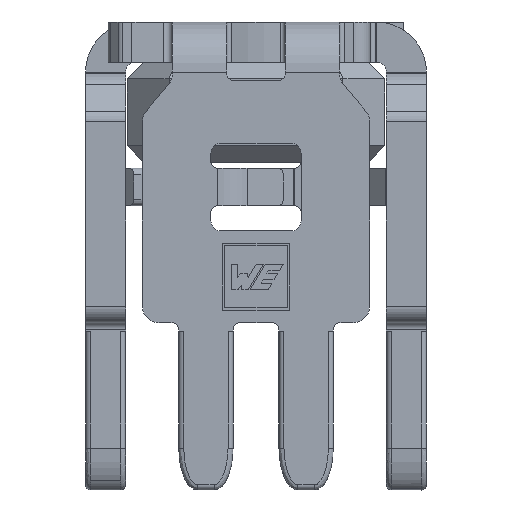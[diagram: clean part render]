
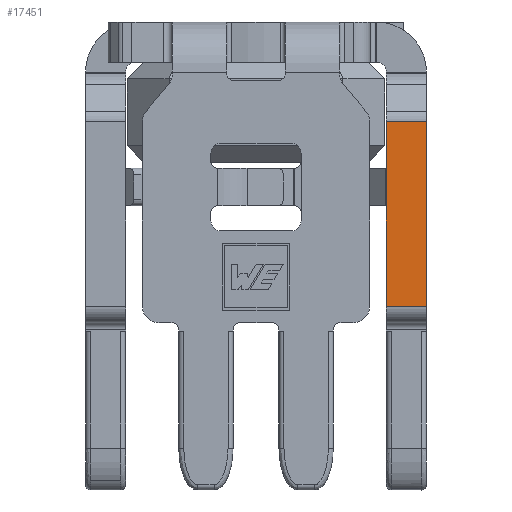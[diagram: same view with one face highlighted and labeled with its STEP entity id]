
A CAD part, left-side view. The second image highlights one B-rep face of the part: STEP entity #17451.
In plain terms, the highlighted planar face has unit normal (-1, 0, 0).
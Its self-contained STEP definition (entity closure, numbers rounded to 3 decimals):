
#3546 = VERTEX_POINT ( 'NONE', #17159 ) ;
#3813 = VECTOR ( 'NONE', #8616, 1000. ) ;
#3852 = VERTEX_POINT ( 'NONE', #18288 ) ;
#4242 = LINE ( 'NONE', #31801, #3813 ) ;
#7774 = CARTESIAN_POINT ( 'NONE',  ( -7.006, 0., -2.987 ) ) ;
#8616 = DIRECTION ( 'NONE',  ( 0., -1., 0. ) ) ;
#8836 = CARTESIAN_POINT ( 'NONE',  ( -7.006, 1.2, -2.987 ) ) ;
#8949 = DIRECTION ( 'NONE',  ( 0., -1., 0. ) ) ;
#9634 = VERTEX_POINT ( 'NONE', #13733 ) ;
#9957 = CARTESIAN_POINT ( 'NONE',  ( -7.006, 0., -2.987 ) ) ;
#10451 = CARTESIAN_POINT ( 'NONE',  ( -7.006, 1.2, -2.987 ) ) ;
#12827 = ORIENTED_EDGE ( 'NONE', *, *, #27627, .T. ) ;
#13733 = CARTESIAN_POINT ( 'NONE',  ( -7.006, 1.2, -8.5 ) ) ;
#13926 = AXIS2_PLACEMENT_3D ( 'NONE', #10451, #15413, #20540 ) ;
#14389 = ORIENTED_EDGE ( 'NONE', *, *, #20627, .T. ) ;
#14912 = CARTESIAN_POINT ( 'NONE',  ( -7.006, 1.2, -2.987 ) ) ;
#15413 = DIRECTION ( 'NONE',  ( -1., 0., 0. ) ) ;
#16740 = ORIENTED_EDGE ( 'NONE', *, *, #20006, .F. ) ;
#17159 = CARTESIAN_POINT ( 'NONE',  ( -7.006, 0., -8.5 ) ) ;
#17451 = ADVANCED_FACE ( 'NONE', ( #30149 ), #33062, .T. ) ;
#18288 = CARTESIAN_POINT ( 'NONE',  ( -7.006, 1.2, -2.987 ) ) ;
#19937 = DIRECTION ( 'NONE',  ( 0., 0., -1. ) ) ;
#20006 = EDGE_CURVE ( 'NONE', #3852, #32463, #26009, .T. ) ;
#20540 = DIRECTION ( 'NONE',  ( 0., 0., 1. ) ) ;
#20627 = EDGE_CURVE ( 'NONE', #3852, #9634, #31194, .T. ) ;
#20635 = EDGE_LOOP ( 'NONE', ( #27528, #16740, #14389, #12827 ) ) ;
#21880 = VECTOR ( 'NONE', #23053, 1000. ) ;
#23053 = DIRECTION ( 'NONE',  ( 0., 0., -1. ) ) ;
#25182 = LINE ( 'NONE', #9957, #25990 ) ;
#25990 = VECTOR ( 'NONE', #19937, 1000. ) ;
#26009 = LINE ( 'NONE', #8836, #33319 ) ;
#27528 = ORIENTED_EDGE ( 'NONE', *, *, #28064, .F. ) ;
#27627 = EDGE_CURVE ( 'NONE', #9634, #3546, #4242, .T. ) ;
#28064 = EDGE_CURVE ( 'NONE', #32463, #3546, #25182, .T. ) ;
#30149 = FACE_OUTER_BOUND ( 'NONE', #20635, .T. ) ;
#31194 = LINE ( 'NONE', #14912, #21880 ) ;
#31801 = CARTESIAN_POINT ( 'NONE',  ( -7.006, 1.2, -8.5 ) ) ;
#32463 = VERTEX_POINT ( 'NONE', #7774 ) ;
#33062 = PLANE ( 'NONE',  #13926 ) ;
#33319 = VECTOR ( 'NONE', #8949, 1000. ) ;
